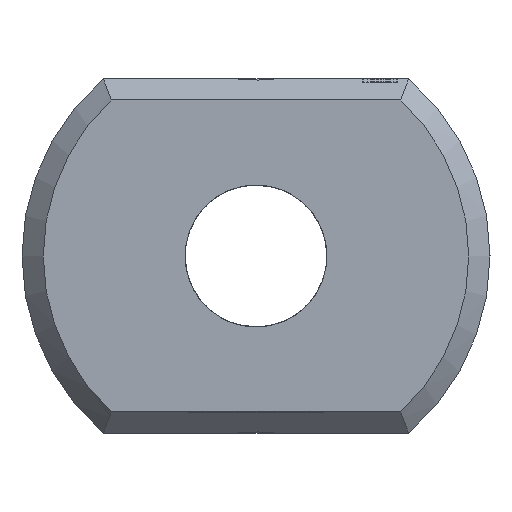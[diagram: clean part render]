
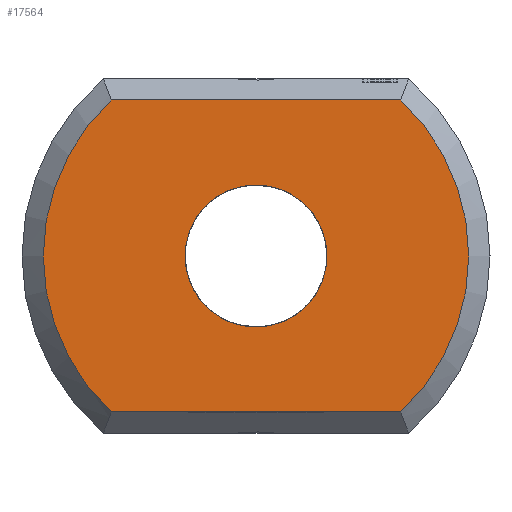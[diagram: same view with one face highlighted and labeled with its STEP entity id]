
A CAD part, left-side view. The second image highlights one B-rep face of the part: STEP entity #17564.
In plain terms, the highlighted planar face has unit normal (-1, 0, 0).
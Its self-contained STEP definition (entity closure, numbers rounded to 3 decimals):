
#4318 = VERTEX_POINT('',#4319);
#4319 = CARTESIAN_POINT('',(0.,-2.04,2.2));
#4328 = VERTEX_POINT('',#4329);
#4329 = CARTESIAN_POINT('',(0.,-2.04,-2.2));
#4336 = EDGE_CURVE('',#4318,#4328,#4337,.T.);
#4337 = CIRCLE('',#4338,3.);
#4338 = AXIS2_PLACEMENT_3D('',#4339,#4340,#4341);
#4339 = CARTESIAN_POINT('',(0.,0.,0.));
#4340 = DIRECTION('',(1.,0.,0.));
#4341 = DIRECTION('',(0.,-0.653,0.758)
  );
#5570 = VERTEX_POINT('',#5571);
#5571 = CARTESIAN_POINT('',(0.,2.04,2.2));
#5578 = EDGE_CURVE('',#4318,#5570,#5579,.T.);
#5579 = LINE('',#5580,#5581);
#5580 = CARTESIAN_POINT('',(0.,-2.154,2.2));
#5581 = VECTOR('',#5582,1.);
#5582 = DIRECTION('',(0.,1.,0.));
#17564 = ADVANCED_FACE('',(#17565,#17584),#17595,.F.);
#17565 = FACE_BOUND('',#17566,.F.);
#17566 = EDGE_LOOP('',(#17567,#17576,#17577,#17578));
#17567 = ORIENTED_EDGE('',*,*,#17568,.T.);
#17568 = EDGE_CURVE('',#17569,#5570,#17571,.T.);
#17569 = VERTEX_POINT('',#17570);
#17570 = CARTESIAN_POINT('',(0.,2.04,-2.2));
#17571 = CIRCLE('',#17572,3.);
#17572 = AXIS2_PLACEMENT_3D('',#17573,#17574,#17575);
#17573 = CARTESIAN_POINT('',(0.,0.,0.));
#17574 = DIRECTION('',(1.,0.,0.));
#17575 = DIRECTION('',(0.,0.653,-0.758)
  );
#17576 = ORIENTED_EDGE('',*,*,#5578,.F.);
#17577 = ORIENTED_EDGE('',*,*,#4336,.T.);
#17578 = ORIENTED_EDGE('',*,*,#17579,.T.);
#17579 = EDGE_CURVE('',#4328,#17569,#17580,.T.);
#17580 = LINE('',#17581,#17582);
#17581 = CARTESIAN_POINT('',(0.,-2.154,-2.2));
#17582 = VECTOR('',#17583,1.);
#17583 = DIRECTION('',(0.,1.,0.));
#17584 = FACE_BOUND('',#17585,.T.);
#17585 = EDGE_LOOP('',(#17586));
#17586 = ORIENTED_EDGE('',*,*,#17587,.T.);
#17587 = EDGE_CURVE('',#17588,#17588,#17590,.T.);
#17588 = VERTEX_POINT('',#17589);
#17589 = CARTESIAN_POINT('',(0.,1.,0.)
  );
#17590 = CIRCLE('',#17591,1.);
#17591 = AXIS2_PLACEMENT_3D('',#17592,#17593,#17594);
#17592 = CARTESIAN_POINT('',(0.,0.,0.));
#17593 = DIRECTION('',(1.,0.,0.));
#17594 = DIRECTION('',(0.,1.,0.));
#17595 = PLANE('',#17596);
#17596 = AXIS2_PLACEMENT_3D('',#17597,#17598,#17599);
#17597 = CARTESIAN_POINT('',(0.,0.,0.));
#17598 = DIRECTION('',(1.,0.,0.));
#17599 = DIRECTION('',(0.,0.,1.));
